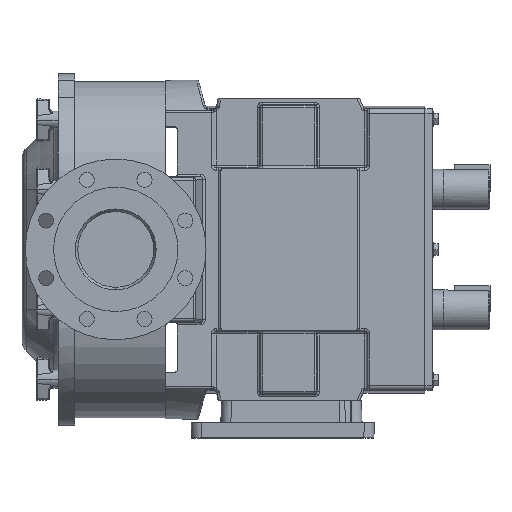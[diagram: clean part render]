
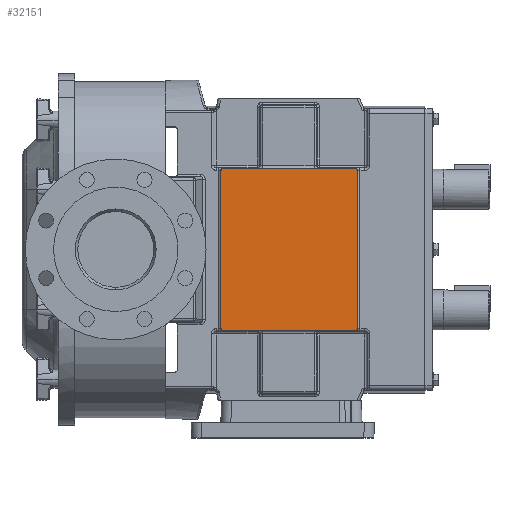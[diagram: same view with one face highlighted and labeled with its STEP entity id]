
A CAD part, top view. The second image highlights one B-rep face of the part: STEP entity #32151.
In plain terms, the highlighted planar face has unit normal (0, 0, 1).
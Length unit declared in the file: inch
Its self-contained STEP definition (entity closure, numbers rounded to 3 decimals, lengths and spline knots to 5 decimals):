
#49 = VERTEX_POINT ( 'NONE', #32402 ) ;
#580 = VECTOR ( 'NONE', #18684, 39.37008 ) ;
#1191 = CARTESIAN_POINT ( 'NONE',  ( 2.793, 4.04663, 4.5 ) ) ;
#1246 = CARTESIAN_POINT ( 'NONE',  ( 2.91129, -4.04663, 4.5 ) ) ;
#1533 = CARTESIAN_POINT ( 'NONE',  ( 2.91129, 4.04663, 4.5 ) ) ;
#2020 = VERTEX_POINT ( 'NONE', #17944 ) ;
#3600 = EDGE_LOOP ( 'NONE', ( #7521, #31083, #24377, #20309, #17953, #23878, #15296, #7937 ) ) ;
#5764 = EDGE_CURVE ( 'NONE', #33786, #11602, #16173, .T. ) ;
#5959 = EDGE_CURVE ( 'NONE', #11602, #2020, #20242, .T. ) ;
#5995 = CARTESIAN_POINT ( 'NONE',  ( 2.83809, -4.04663, 4.5 ) ) ;
#6492 = CARTESIAN_POINT ( 'NONE',  ( 9.44471, -4.04663, 4.5 ) ) ;
#6742 = FACE_OUTER_BOUND ( 'NONE', #3600, .T. ) ;
#6930 = VERTEX_POINT ( 'NONE', #9876 ) ;
#7521 = ORIENTED_EDGE ( 'NONE', *, *, #30806, .T. ) ;
#7917 = CARTESIAN_POINT ( 'NONE',  ( 2.793, -4.04663, 4.5 ) ) ;
#7937 = ORIENTED_EDGE ( 'NONE', *, *, #18891, .T. ) ;
#9159 = CARTESIAN_POINT ( 'NONE',  ( 9.44471, 4.04663, 4.5 ) ) ;
#9460 = EDGE_CURVE ( 'NONE', #6930, #25032, #18238, .T. ) ;
#9876 = CARTESIAN_POINT ( 'NONE',  ( 9.56963, 3.92171, 4.5 ) ) ;
#9907 = EDGE_CURVE ( 'NONE', #49, #33786, #27147, .T. ) ;
#11570 = LINE ( 'NONE', #22499, #27478 ) ;
#11602 = VERTEX_POINT ( 'NONE', #25930 ) ;
#11912 = DIRECTION ( 'NONE',  ( -1., 0., 0. ) ) ;
#12119 = DIRECTION ( 'NONE',  ( -1., 0., 0. ) ) ;
#12364 = CARTESIAN_POINT ( 'NONE',  ( 9.56963, -3.99491, 4.5 ) ) ;
#13213 = CARTESIAN_POINT ( 'NONE',  ( 2.78637, 3.92171, 4.5 ) ) ;
#13964 = VECTOR ( 'NONE', #15338, 39.37008 ) ;
#14464 = DIRECTION ( 'NONE',  ( 0., 0., -1. ) ) ;
#14632 = CARTESIAN_POINT ( 'NONE',  ( 2.25, -8., 4.5 ) ) ;
#15169 = AXIS2_PLACEMENT_3D ( 'NONE', #14632, #14464, #12119 ) ;
#15296 = ORIENTED_EDGE ( 'NONE', *, *, #9460, .T. ) ;
#15338 = DIRECTION ( 'NONE',  ( 0., -1., 0. ) ) ;
#15418 = CARTESIAN_POINT ( 'NONE',  ( 9.44471, 4.04663, 4.5 ) ) ;
#16173 = LINE ( 'NONE', #7917, #580 ) ;
#16209 = CARTESIAN_POINT ( 'NONE',  ( 2.78637, -3.99491, 4.5 ) ) ;
#16261 = CARTESIAN_POINT ( 'NONE',  ( 2.78637, 3.99491, 4.5 ) ) ;
#16809 = VERTEX_POINT ( 'NONE', #1533 ) ;
#17856 = LINE ( 'NONE', #32313, #13964 ) ;
#17944 = CARTESIAN_POINT ( 'NONE',  ( 9.56963, -3.92171, 4.5 ) ) ;
#17953 = ORIENTED_EDGE ( 'NONE', *, *, #5959, .T. ) ;
#18003 = VERTEX_POINT ( 'NONE', #25624 ) ;
#18238 =( BOUNDED_CURVE ( )  B_SPLINE_CURVE ( 3, ( #34213, #31366, #25828, #15418 ),
 .UNSPECIFIED., .F., .F. ) 
 B_SPLINE_CURVE_WITH_KNOTS ( ( 4, 4 ),
 ( 5.4984, 7.06797 ),
 .UNSPECIFIED. ) 
 CURVE ( )  GEOMETRIC_REPRESENTATION_ITEM ( )  RATIONAL_B_SPLINE_CURVE ( ( 1., 0.805, 0.805, 1. ) ) 
 REPRESENTATION_ITEM ( '' )  );
#18684 = DIRECTION ( 'NONE',  ( 1., 0., 0. ) ) ;
#18891 = EDGE_CURVE ( 'NONE', #25032, #16809, #20343, .T. ) ;
#19075 = CARTESIAN_POINT ( 'NONE',  ( 2.78637, -3.92171, 4.5 ) ) ;
#19278 =( BOUNDED_CURVE ( )  B_SPLINE_CURVE ( 3, ( #27545, #19294, #16261, #13213 ),
 .UNSPECIFIED., .F., .F. ) 
 B_SPLINE_CURVE_WITH_KNOTS ( ( 4, 4 ),
 ( 2.3568, 3.92638 ),
 .UNSPECIFIED. ) 
 CURVE ( )  GEOMETRIC_REPRESENTATION_ITEM ( )  RATIONAL_B_SPLINE_CURVE ( ( 1., 0.805, 0.805, 1. ) ) 
 REPRESENTATION_ITEM ( '' )  );
#19294 = CARTESIAN_POINT ( 'NONE',  ( 2.83809, 4.04663, 4.5 ) ) ;
#19418 = CARTESIAN_POINT ( 'NONE',  ( 2.91129, -4.04663, 4.5 ) ) ;
#20242 =( BOUNDED_CURVE ( )  B_SPLINE_CURVE ( 3, ( #6492, #34060, #12364, #23300 ),
 .UNSPECIFIED., .F., .F. ) 
 B_SPLINE_CURVE_WITH_KNOTS ( ( 4, 4 ),
 ( 5.4984, 7.06797 ),
 .UNSPECIFIED. ) 
 CURVE ( )  GEOMETRIC_REPRESENTATION_ITEM ( )  RATIONAL_B_SPLINE_CURVE ( ( 1., 0.805, 0.805, 1. ) ) 
 REPRESENTATION_ITEM ( '' )  );
#20309 = ORIENTED_EDGE ( 'NONE', *, *, #5764, .T. ) ;
#20343 = LINE ( 'NONE', #1191, #31938 ) ;
#22499 = CARTESIAN_POINT ( 'NONE',  ( 2.78637, 4.04, 4.5 ) ) ;
#22515 = PLANE ( 'NONE',  #15169 ) ;
#23300 = CARTESIAN_POINT ( 'NONE',  ( 9.56963, -3.92171, 4.5 ) ) ;
#23878 = ORIENTED_EDGE ( 'NONE', *, *, #31125, .F. ) ;
#24241 = EDGE_CURVE ( 'NONE', #49, #18003, #11570, .T. ) ;
#24377 = ORIENTED_EDGE ( 'NONE', *, *, #9907, .T. ) ;
#25032 = VERTEX_POINT ( 'NONE', #9159 ) ;
#25624 = CARTESIAN_POINT ( 'NONE',  ( 2.78637, 3.92171, 4.5 ) ) ;
#25828 = CARTESIAN_POINT ( 'NONE',  ( 9.51791, 4.04663, 4.5 ) ) ;
#25930 = CARTESIAN_POINT ( 'NONE',  ( 9.44471, -4.04663, 4.5 ) ) ;
#27147 =( BOUNDED_CURVE ( )  B_SPLINE_CURVE ( 3, ( #19075, #16209, #5995, #19418 ),
 .UNSPECIFIED., .F., .F. ) 
 B_SPLINE_CURVE_WITH_KNOTS ( ( 4, 4 ),
 ( 2.3568, 3.92638 ),
 .UNSPECIFIED. ) 
 CURVE ( )  GEOMETRIC_REPRESENTATION_ITEM ( )  RATIONAL_B_SPLINE_CURVE ( ( 1., 0.805, 0.805, 1. ) ) 
 REPRESENTATION_ITEM ( '' )  );
#27478 = VECTOR ( 'NONE', #33431, 39.37008 ) ;
#27545 = CARTESIAN_POINT ( 'NONE',  ( 2.91129, 4.04663, 4.5 ) ) ;
#30806 = EDGE_CURVE ( 'NONE', #16809, #18003, #19278, .T. ) ;
#31083 = ORIENTED_EDGE ( 'NONE', *, *, #24241, .F. ) ;
#31125 = EDGE_CURVE ( 'NONE', #6930, #2020, #17856, .T. ) ;
#31366 = CARTESIAN_POINT ( 'NONE',  ( 9.56963, 3.99491, 4.5 ) ) ;
#31938 = VECTOR ( 'NONE', #11912, 39.37008 ) ;
#32151 = ADVANCED_FACE ( 'NONE', ( #6742 ), #22515, .F. ) ;
#32313 = CARTESIAN_POINT ( 'NONE',  ( 9.56963, 4.04, 4.5 ) ) ;
#32402 = CARTESIAN_POINT ( 'NONE',  ( 2.78637, -3.92171, 4.5 ) ) ;
#33431 = DIRECTION ( 'NONE',  ( 0., 1., 0. ) ) ;
#33786 = VERTEX_POINT ( 'NONE', #1246 ) ;
#34060 = CARTESIAN_POINT ( 'NONE',  ( 9.51791, -4.04663, 4.5 ) ) ;
#34213 = CARTESIAN_POINT ( 'NONE',  ( 9.56963, 3.92171, 4.5 ) ) ;
